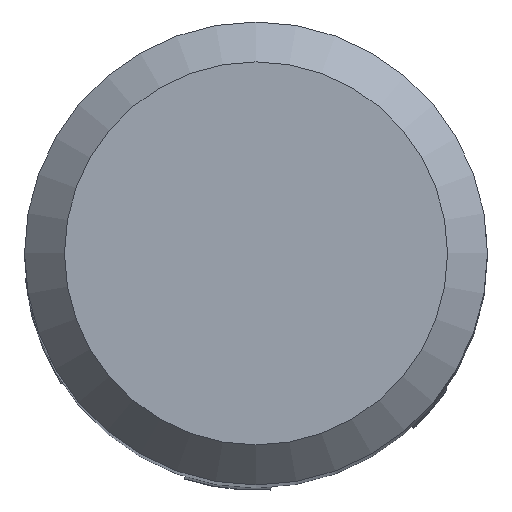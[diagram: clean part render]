
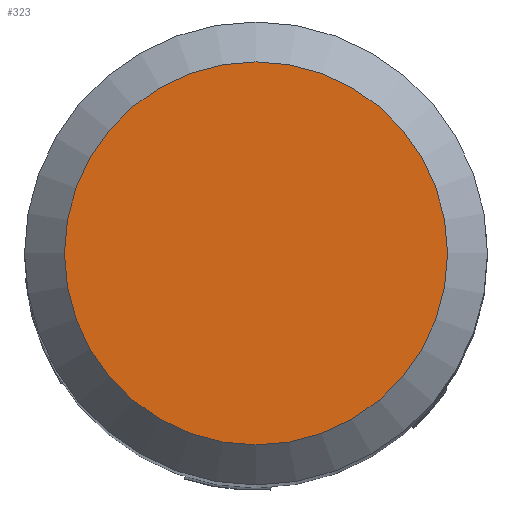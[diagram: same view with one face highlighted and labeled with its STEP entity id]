
A CAD part, top view. The second image highlights one B-rep face of the part: STEP entity #323.
In plain terms, the highlighted planar face has unit normal (0, 0, 1).
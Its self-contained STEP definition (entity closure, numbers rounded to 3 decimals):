
#323=ADVANCED_FACE('',(#428),#402,.F.);
#402=PLANE('',#1384);
#428=FACE_OUTER_BOUND('',#494,.T.);
#494=EDGE_LOOP('',(#586));
#586=ORIENTED_EDGE('',*,*,#1111,.F.);
#976=VERTEX_POINT('',#1910);
#1111=EDGE_CURVE('',#976,#976,#1306,.T.);
#1306=CIRCLE('',#1383,4.965);
#1383=AXIS2_PLACEMENT_3D('',#1909,#1541,#1542);
#1384=AXIS2_PLACEMENT_3D('',#1911,#1543,#1544);
#1541=DIRECTION('',(0.,0.,-1.));
#1542=DIRECTION('',(-1.,0.,0.));
#1543=DIRECTION('',(0.,0.,-1.));
#1544=DIRECTION('',(-1.,0.,0.));
#1909=CARTESIAN_POINT('',(0.,0.,45.));
#1910=CARTESIAN_POINT('',(-4.965,0.,45.));
#1911=CARTESIAN_POINT('',(0.,0.,45.));
